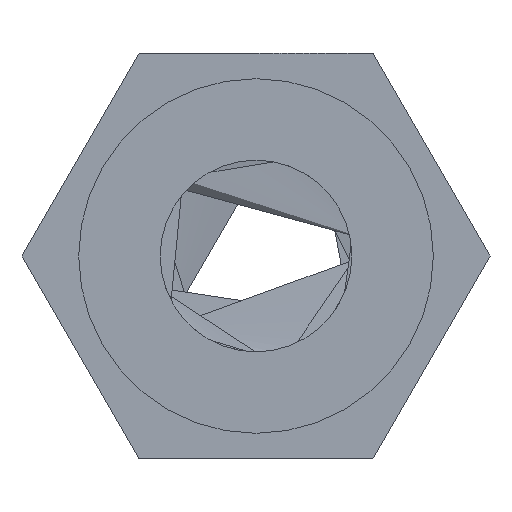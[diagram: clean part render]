
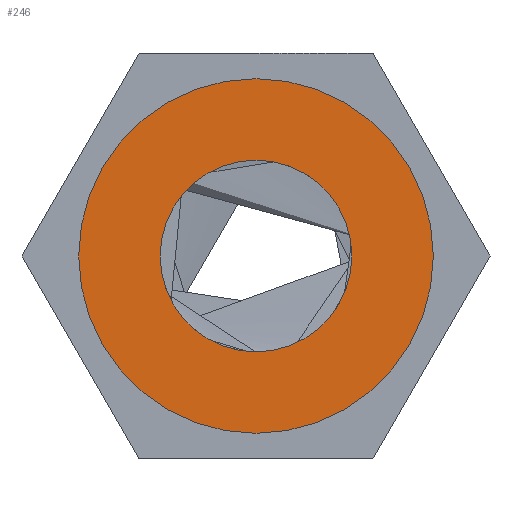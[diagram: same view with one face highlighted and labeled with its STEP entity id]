
A CAD part, left-side view. The second image highlights one B-rep face of the part: STEP entity #246.
In plain terms, the highlighted planar face has unit normal (-1, 0, 0).
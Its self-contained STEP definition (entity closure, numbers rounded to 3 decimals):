
#53 = DIRECTION ( 'NONE',  ( 1., 0., 0. ) ) ;
#75 = AXIS2_PLACEMENT_3D ( 'NONE', #1138, #2837, #5121 ) ;
#154 = DIRECTION ( 'NONE',  ( 1., 0., 0. ) ) ;
#246 = ADVANCED_FACE ( 'NONE', ( #3824, #4205 ), #3163, .F. ) ;
#1018 = DIRECTION ( 'NONE',  ( 1., 0., 0. ) ) ;
#1138 = CARTESIAN_POINT ( 'NONE',  ( -7., 0., 0. ) ) ;
#1424 = ORIENTED_EDGE ( 'NONE', *, *, #3674, .T. ) ;
#1538 = EDGE_CURVE ( 'NONE', #4971, #4587, #2546, .T. ) ;
#1666 = CIRCLE ( 'NONE', #3241, 1.135 ) ;
#2101 = CIRCLE ( 'NONE', #4439, 1.135 ) ;
#2128 = CARTESIAN_POINT ( 'NONE',  ( -7., 0., 0. ) ) ;
#2134 = CARTESIAN_POINT ( 'NONE',  ( -7., 0., -2.1 ) ) ;
#2516 = CARTESIAN_POINT ( 'NONE',  ( -7., 0., 0. ) ) ;
#2546 = CIRCLE ( 'NONE', #75, 2.1 ) ;
#2610 = CARTESIAN_POINT ( 'NONE',  ( -7., 0., 0. ) ) ;
#2795 = CIRCLE ( 'NONE', #4826, 2.1 ) ;
#2837 = DIRECTION ( 'NONE',  ( 1., 0., 0. ) ) ;
#2839 = VERTEX_POINT ( 'NONE', #3764 ) ;
#2845 = ORIENTED_EDGE ( 'NONE', *, *, #3329, .T. ) ;
#2911 = DIRECTION ( 'NONE',  ( 0., 0., -1. ) ) ;
#3001 = VERTEX_POINT ( 'NONE', #4254 ) ;
#3003 = DIRECTION ( 'NONE',  ( 0., 0., -1. ) ) ;
#3011 = EDGE_LOOP ( 'NONE', ( #4525, #4115 ) ) ;
#3040 = CARTESIAN_POINT ( 'NONE',  ( -7., 0., 2.1 ) ) ;
#3163 = PLANE ( 'NONE',  #3313 ) ;
#3241 = AXIS2_PLACEMENT_3D ( 'NONE', #2516, #53, #2911 ) ;
#3313 = AXIS2_PLACEMENT_3D ( 'NONE', #2128, #5086, #4794 ) ;
#3329 = EDGE_CURVE ( 'NONE', #2839, #3001, #1666, .T. ) ;
#3443 = CARTESIAN_POINT ( 'NONE',  ( -7., 0., 0. ) ) ;
#3674 = EDGE_CURVE ( 'NONE', #3001, #2839, #2101, .T. ) ;
#3764 = CARTESIAN_POINT ( 'NONE',  ( -7., 0., 1.135 ) ) ;
#3819 = DIRECTION ( 'NONE',  ( 0., 0., -1. ) ) ;
#3824 = FACE_OUTER_BOUND ( 'NONE', #3011, .T. ) ;
#3841 = EDGE_CURVE ( 'NONE', #4587, #4971, #2795, .T. ) ;
#4115 = ORIENTED_EDGE ( 'NONE', *, *, #3841, .F. ) ;
#4135 = EDGE_LOOP ( 'NONE', ( #2845, #1424 ) ) ;
#4205 = FACE_BOUND ( 'NONE', #4135, .T. ) ;
#4254 = CARTESIAN_POINT ( 'NONE',  ( -7., 0., -1.135 ) ) ;
#4439 = AXIS2_PLACEMENT_3D ( 'NONE', #2610, #154, #3003 ) ;
#4525 = ORIENTED_EDGE ( 'NONE', *, *, #1538, .F. ) ;
#4587 = VERTEX_POINT ( 'NONE', #2134 ) ;
#4794 = DIRECTION ( 'NONE',  ( 0., 0., -1. ) ) ;
#4826 = AXIS2_PLACEMENT_3D ( 'NONE', #3443, #1018, #3819 ) ;
#4971 = VERTEX_POINT ( 'NONE', #3040 ) ;
#5086 = DIRECTION ( 'NONE',  ( 1., 0., 0. ) ) ;
#5121 = DIRECTION ( 'NONE',  ( 0., 0., -1. ) ) ;
